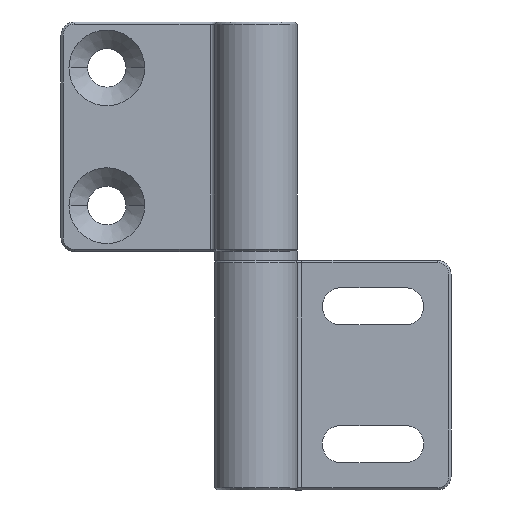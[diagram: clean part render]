
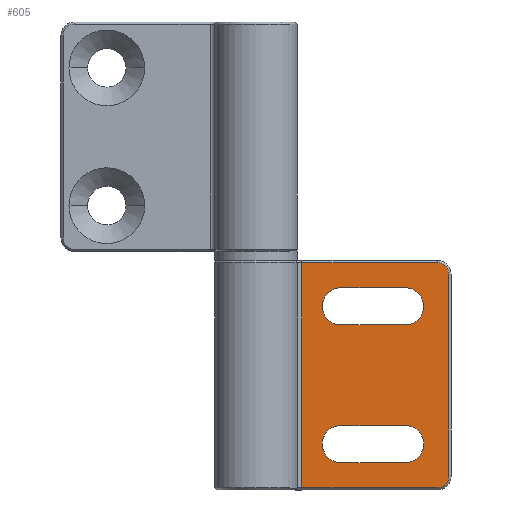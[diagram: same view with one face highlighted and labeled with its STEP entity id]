
A CAD part, front view. The second image highlights one B-rep face of the part: STEP entity #605.
In plain terms, the highlighted planar face has unit normal (0, -1, 0).
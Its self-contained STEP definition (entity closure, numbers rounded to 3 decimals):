
#15 = DIRECTION ( 'NONE',  ( 0., 1., 0. ) ) ;
#31 = CARTESIAN_POINT ( 'NONE',  ( 42., 14., -48. ) ) ;
#92 = FACE_OUTER_BOUND ( 'NONE', #1431, .T. ) ;
#100 = DIRECTION ( 'NONE',  ( 0., 1., 0. ) ) ;
#121 = LINE ( 'NONE', #2442, #1343 ) ;
#134 = EDGE_CURVE ( 'NONE', #170, #1922, #2037, .T. ) ;
#159 = FACE_BOUND ( 'NONE', #2554, .T. ) ;
#164 = ORIENTED_EDGE ( 'NONE', *, *, #2715, .T. ) ;
#170 = VERTEX_POINT ( 'NONE', #759 ) ;
#179 = CARTESIAN_POINT ( 'NONE',  ( 18.5, 14., -15.05 ) ) ;
#214 = AXIS2_PLACEMENT_3D ( 'NONE', #2235, #2669, #1823 ) ;
#228 = CARTESIAN_POINT ( 'NONE',  ( 32.5, 14., -6.95 ) ) ;
#250 = DIRECTION ( 'NONE',  ( 0., 0., 1. ) ) ;
#280 = EDGE_CURVE ( 'NONE', #1922, #952, #2131, .T. ) ;
#287 = EDGE_CURVE ( 'NONE', #1099, #1124, #1232, .T. ) ;
#302 = ORIENTED_EDGE ( 'NONE', *, *, #2107, .T. ) ;
#333 = CARTESIAN_POINT ( 'NONE',  ( 10., 14., -1.5 ) ) ;
#361 = VERTEX_POINT ( 'NONE', #688 ) ;
#407 = VERTEX_POINT ( 'NONE', #887 ) ;
#442 = EDGE_CURVE ( 'NONE', #2712, #1646, #808, .T. ) ;
#466 = ORIENTED_EDGE ( 'NONE', *, *, #1041, .T. ) ;
#538 = CARTESIAN_POINT ( 'NONE',  ( 32.5, 14., -41. ) ) ;
#550 = DIRECTION ( 'NONE',  ( 1., 0., 0. ) ) ;
#582 = ORIENTED_EDGE ( 'NONE', *, *, #1331, .T. ) ;
#596 = VERTEX_POINT ( 'NONE', #1448 ) ;
#605 = ADVANCED_FACE ( 'NONE', ( #2545, #159, #92 ), #2519, .T. ) ;
#618 = DIRECTION ( 'NONE',  ( 1., 0., 0. ) ) ;
#625 = DIRECTION ( 'NONE',  ( 0., -1., 0. ) ) ;
#653 = AXIS2_PLACEMENT_3D ( 'NONE', #1913, #15, #2595 ) ;
#666 = LINE ( 'NONE', #1617, #2437 ) ;
#688 = CARTESIAN_POINT ( 'NONE',  ( 10., 14., -50.5 ) ) ;
#699 = EDGE_CURVE ( 'NONE', #1698, #2372, #1930, .T. ) ;
#714 = CARTESIAN_POINT ( 'NONE',  ( 32.5, 14., -11. ) ) ;
#715 = CARTESIAN_POINT ( 'NONE',  ( 36.55, 14., -41. ) ) ;
#741 = DIRECTION ( 'NONE',  ( 0., 1., 0. ) ) ;
#759 = CARTESIAN_POINT ( 'NONE',  ( 39.5, 14., -50.5 ) ) ;
#808 = CIRCLE ( 'NONE', #1186, 4.05 ) ;
#812 = CARTESIAN_POINT ( 'NONE',  ( 39.5, 14., -4. ) ) ;
#819 = CARTESIAN_POINT ( 'NONE',  ( 42.5, 14., -1. ) ) ;
#837 = CARTESIAN_POINT ( 'NONE',  ( 18.5, 14., -6.95 ) ) ;
#887 = CARTESIAN_POINT ( 'NONE',  ( 18.5, 14., -45.05 ) ) ;
#894 = CARTESIAN_POINT ( 'NONE',  ( 42., 14., -1. ) ) ;
#904 = CIRCLE ( 'NONE', #1502, 2.5 ) ;
#915 = CARTESIAN_POINT ( 'NONE',  ( 42.5, 14., -1.5 ) ) ;
#952 = VERTEX_POINT ( 'NONE', #1323 ) ;
#960 = EDGE_CURVE ( 'NONE', #361, #170, #121, .T. ) ;
#961 = AXIS2_PLACEMENT_3D ( 'NONE', #2266, #2479, #995 ) ;
#964 = CARTESIAN_POINT ( 'NONE',  ( 18.5, 14., -36.95 ) ) ;
#967 = CARTESIAN_POINT ( 'NONE',  ( 36.55, 14., -11. ) ) ;
#994 = CARTESIAN_POINT ( 'NONE',  ( 32.5, 14., -15.05 ) ) ;
#995 = DIRECTION ( 'NONE',  ( -1., 0., 0. ) ) ;
#1024 = DIRECTION ( 'NONE',  ( 0., -1., 0. ) ) ;
#1026 = CIRCLE ( 'NONE', #2174, 4.05 ) ;
#1034 = DIRECTION ( 'NONE',  ( 1., 0., 0. ) ) ;
#1037 = DIRECTION ( 'NONE',  ( 0., 0., -1. ) ) ;
#1040 = ORIENTED_EDGE ( 'NONE', *, *, #699, .T. ) ;
#1041 = EDGE_CURVE ( 'NONE', #407, #2203, #2093, .T. ) ;
#1070 = AXIS2_PLACEMENT_3D ( 'NONE', #1235, #2074, #2304 ) ;
#1099 = VERTEX_POINT ( 'NONE', #2046 ) ;
#1124 = VERTEX_POINT ( 'NONE', #333 ) ;
#1129 = VERTEX_POINT ( 'NONE', #1212 ) ;
#1152 = DIRECTION ( 'NONE',  ( -1., 0., 0. ) ) ;
#1186 = AXIS2_PLACEMENT_3D ( 'NONE', #714, #2216, #1589 ) ;
#1212 = CARTESIAN_POINT ( 'NONE',  ( 32.5, 14., -36.95 ) ) ;
#1232 = LINE ( 'NONE', #915, #1583 ) ;
#1235 = CARTESIAN_POINT ( 'NONE',  ( 18.5, 14., -11. ) ) ;
#1306 = ORIENTED_EDGE ( 'NONE', *, *, #1714, .T. ) ;
#1316 = DIRECTION ( 'NONE',  ( -1., 0., 0. ) ) ;
#1323 = CARTESIAN_POINT ( 'NONE',  ( 42., 14., -4. ) ) ;
#1331 = EDGE_CURVE ( 'NONE', #952, #1099, #904, .T. ) ;
#1343 = VECTOR ( 'NONE', #2017, 1000. ) ;
#1386 = ORIENTED_EDGE ( 'NONE', *, *, #2769, .T. ) ;
#1400 = LINE ( 'NONE', #2458, #2079 ) ;
#1431 = EDGE_LOOP ( 'NONE', ( #1754, #1996, #2506, #582, #2104, #1306 ) ) ;
#1445 = EDGE_CURVE ( 'NONE', #2444, #2712, #1579, .T. ) ;
#1448 = CARTESIAN_POINT ( 'NONE',  ( 32.5, 14., -45.05 ) ) ;
#1502 = AXIS2_PLACEMENT_3D ( 'NONE', #812, #625, #2553 ) ;
#1542 = ORIENTED_EDGE ( 'NONE', *, *, #2179, .T. ) ;
#1576 = LINE ( 'NONE', #1675, #1925 ) ;
#1579 = CIRCLE ( 'NONE', #653, 4.05 ) ;
#1581 = ORIENTED_EDGE ( 'NONE', *, *, #1445, .T. ) ;
#1583 = VECTOR ( 'NONE', #1316, 1000. ) ;
#1589 = DIRECTION ( 'NONE',  ( 1., 0., 0. ) ) ;
#1595 = VECTOR ( 'NONE', #618, 1000. ) ;
#1617 = CARTESIAN_POINT ( 'NONE',  ( 17.8, 14., -45.05 ) ) ;
#1637 = ORIENTED_EDGE ( 'NONE', *, *, #2124, .T. ) ;
#1646 = VERTEX_POINT ( 'NONE', #994 ) ;
#1675 = CARTESIAN_POINT ( 'NONE',  ( 10., 14., -0.82 ) ) ;
#1698 = VERTEX_POINT ( 'NONE', #179 ) ;
#1714 = EDGE_CURVE ( 'NONE', #1124, #361, #1576, .T. ) ;
#1754 = ORIENTED_EDGE ( 'NONE', *, *, #960, .T. ) ;
#1823 = DIRECTION ( 'NONE',  ( 1., 0., 0. ) ) ;
#1861 = VECTOR ( 'NONE', #1152, 1000. ) ;
#1913 = CARTESIAN_POINT ( 'NONE',  ( 32.5, 14., -11. ) ) ;
#1922 = VERTEX_POINT ( 'NONE', #31 ) ;
#1925 = VECTOR ( 'NONE', #1037, 1000. ) ;
#1930 = CIRCLE ( 'NONE', #1070, 4.05 ) ;
#1996 = ORIENTED_EDGE ( 'NONE', *, *, #134, .T. ) ;
#2017 = DIRECTION ( 'NONE',  ( 1., 0., 0. ) ) ;
#2037 = CIRCLE ( 'NONE', #961, 2.5 ) ;
#2046 = CARTESIAN_POINT ( 'NONE',  ( 39.5, 14., -1.5 ) ) ;
#2074 = DIRECTION ( 'NONE',  ( 0., 1., 0. ) ) ;
#2079 = VECTOR ( 'NONE', #2422, 1000. ) ;
#2084 = VERTEX_POINT ( 'NONE', #715 ) ;
#2093 = CIRCLE ( 'NONE', #214, 4.05 ) ;
#2097 = VECTOR ( 'NONE', #250, 1000. ) ;
#2104 = ORIENTED_EDGE ( 'NONE', *, *, #287, .T. ) ;
#2107 = EDGE_CURVE ( 'NONE', #2084, #596, #2186, .T. ) ;
#2124 = EDGE_CURVE ( 'NONE', #1646, #1698, #2768, .T. ) ;
#2131 = LINE ( 'NONE', #894, #2097 ) ;
#2174 = AXIS2_PLACEMENT_3D ( 'NONE', #2676, #741, #2244 ) ;
#2179 = EDGE_CURVE ( 'NONE', #1129, #2084, #1026, .T. ) ;
#2186 = CIRCLE ( 'NONE', #2567, 4.05 ) ;
#2203 = VERTEX_POINT ( 'NONE', #964 ) ;
#2216 = DIRECTION ( 'NONE',  ( 0., 1., 0. ) ) ;
#2217 = CARTESIAN_POINT ( 'NONE',  ( 17.8, 14., -15.05 ) ) ;
#2235 = CARTESIAN_POINT ( 'NONE',  ( 18.5, 14., -41. ) ) ;
#2244 = DIRECTION ( 'NONE',  ( 1., 0., 0. ) ) ;
#2266 = CARTESIAN_POINT ( 'NONE',  ( 39.5, 14., -48. ) ) ;
#2304 = DIRECTION ( 'NONE',  ( 1., 0., 0. ) ) ;
#2321 = CARTESIAN_POINT ( 'NONE',  ( 33.2, 14., -6.95 ) ) ;
#2372 = VERTEX_POINT ( 'NONE', #837 ) ;
#2412 = ORIENTED_EDGE ( 'NONE', *, *, #2597, .T. ) ;
#2422 = DIRECTION ( 'NONE',  ( 1., 0., 0. ) ) ;
#2437 = VECTOR ( 'NONE', #2666, 1000. ) ;
#2442 = CARTESIAN_POINT ( 'NONE',  ( 42.5, 14., -50.5 ) ) ;
#2444 = VERTEX_POINT ( 'NONE', #228 ) ;
#2458 = CARTESIAN_POINT ( 'NONE',  ( 33.2, 14., -36.95 ) ) ;
#2479 = DIRECTION ( 'NONE',  ( 0., -1., 0. ) ) ;
#2506 = ORIENTED_EDGE ( 'NONE', *, *, #280, .T. ) ;
#2519 = PLANE ( 'NONE',  #2720 ) ;
#2545 = FACE_BOUND ( 'NONE', #2690, .T. ) ;
#2553 = DIRECTION ( 'NONE',  ( -1., 0., 0. ) ) ;
#2554 = EDGE_LOOP ( 'NONE', ( #1542, #302, #164, #466, #2412 ) ) ;
#2567 = AXIS2_PLACEMENT_3D ( 'NONE', #538, #100, #550 ) ;
#2595 = DIRECTION ( 'NONE',  ( 1., 0., 0. ) ) ;
#2597 = EDGE_CURVE ( 'NONE', #2203, #1129, #1400, .T. ) ;
#2666 = DIRECTION ( 'NONE',  ( -1., 0., 0. ) ) ;
#2669 = DIRECTION ( 'NONE',  ( 0., 1., 0. ) ) ;
#2676 = CARTESIAN_POINT ( 'NONE',  ( 32.5, 14., -41. ) ) ;
#2690 = EDGE_LOOP ( 'NONE', ( #1581, #2766, #1637, #1040, #1386 ) ) ;
#2712 = VERTEX_POINT ( 'NONE', #967 ) ;
#2715 = EDGE_CURVE ( 'NONE', #596, #407, #666, .T. ) ;
#2720 = AXIS2_PLACEMENT_3D ( 'NONE', #819, #1024, #1034 ) ;
#2728 = LINE ( 'NONE', #2321, #1595 ) ;
#2766 = ORIENTED_EDGE ( 'NONE', *, *, #442, .T. ) ;
#2768 = LINE ( 'NONE', #2217, #1861 ) ;
#2769 = EDGE_CURVE ( 'NONE', #2372, #2444, #2728, .T. ) ;
